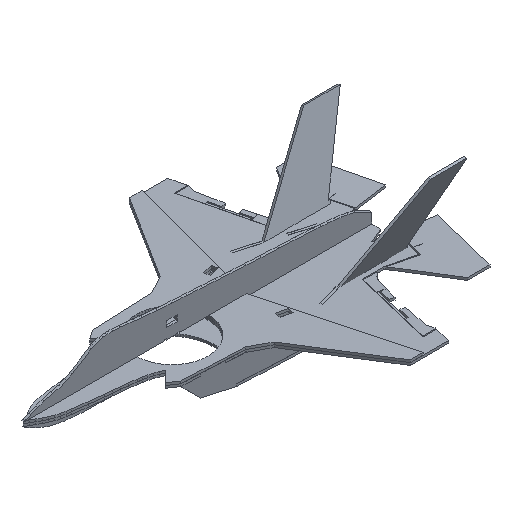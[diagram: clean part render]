
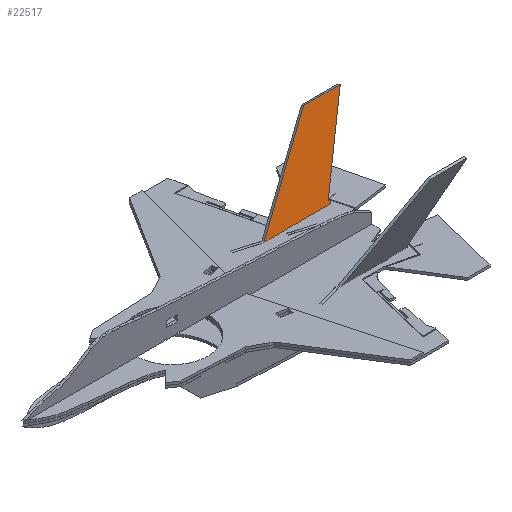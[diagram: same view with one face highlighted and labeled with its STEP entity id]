
A CAD part, isometric view. The second image highlights one B-rep face of the part: STEP entity #22517.
In plain terms, the highlighted face is planar.
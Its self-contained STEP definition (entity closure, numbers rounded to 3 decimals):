
#22206 = VERTEX_POINT('',#22207);
#22207 = CARTESIAN_POINT('',(643.726,-613.568,5.));
#22213 = EDGE_CURVE('',#22206,#22214,#22216,.T.);
#22214 = VERTEX_POINT('',#22215);
#22215 = CARTESIAN_POINT('',(693.715,-613.568,5.));
#22216 = B_SPLINE_CURVE_WITH_KNOTS('',1,(#22217,#22218),.UNSPECIFIED.,
  .F.,.F.,(2,2),(0.,141.7),.PIECEWISE_BEZIER_KNOTS.);
#22217 = CARTESIAN_POINT('',(643.726,-613.568,5.));
#22218 = CARTESIAN_POINT('',(693.715,-613.568,5.));
#22243 = EDGE_CURVE('',#22214,#22244,#22246,.T.);
#22244 = VERTEX_POINT('',#22245);
#22245 = CARTESIAN_POINT('',(693.715,-618.577,5.));
#22246 = B_SPLINE_CURVE_WITH_KNOTS('',1,(#22247,#22248),.UNSPECIFIED.,
  .F.,.F.,(2,2),(0.,14.2),.PIECEWISE_BEZIER_KNOTS.);
#22247 = CARTESIAN_POINT('',(693.715,-613.568,5.));
#22248 = CARTESIAN_POINT('',(693.715,-618.577,5.));
#22273 = EDGE_CURVE('',#22244,#22274,#22276,.T.);
#22274 = VERTEX_POINT('',#22275);
#22275 = CARTESIAN_POINT('',(743.703,-618.577,5.));
#22276 = B_SPLINE_CURVE_WITH_KNOTS('',1,(#22277,#22278),.UNSPECIFIED.,
  .F.,.F.,(2,2),(0.,141.7),.PIECEWISE_BEZIER_KNOTS.);
#22277 = CARTESIAN_POINT('',(693.715,-618.577,5.));
#22278 = CARTESIAN_POINT('',(743.703,-618.577,5.));
#22303 = EDGE_CURVE('',#22274,#22304,#22306,.T.);
#22304 = VERTEX_POINT('',#22305);
#22305 = CARTESIAN_POINT('',(743.703,-613.568,5.));
#22306 = B_SPLINE_CURVE_WITH_KNOTS('',1,(#22307,#22308),.UNSPECIFIED.,
  .F.,.F.,(2,2),(0.,14.2),.PIECEWISE_BEZIER_KNOTS.);
#22307 = CARTESIAN_POINT('',(743.703,-618.577,5.));
#22308 = CARTESIAN_POINT('',(743.703,-613.568,5.));
#22333 = EDGE_CURVE('',#22304,#22334,#22336,.T.);
#22334 = VERTEX_POINT('',#22335);
#22335 = CARTESIAN_POINT('',(783.708,-613.568,5.));
#22336 = B_SPLINE_CURVE_WITH_KNOTS('',1,(#22337,#22338),.UNSPECIFIED.,
  .F.,.F.,(2,2),(0.,113.4),.PIECEWISE_BEZIER_KNOTS.);
#22337 = CARTESIAN_POINT('',(743.703,-613.568,5.));
#22338 = CARTESIAN_POINT('',(783.708,-613.568,5.));
#22363 = EDGE_CURVE('',#22334,#22364,#22366,.T.);
#22364 = VERTEX_POINT('',#22365);
#22365 = CARTESIAN_POINT('',(783.708,-608.558,5.));
#22366 = B_SPLINE_CURVE_WITH_KNOTS('',1,(#22367,#22368),.UNSPECIFIED.,
  .F.,.F.,(2,2),(0.,14.2),.PIECEWISE_BEZIER_KNOTS.);
#22367 = CARTESIAN_POINT('',(783.708,-613.568,5.));
#22368 = CARTESIAN_POINT('',(783.708,-608.558,5.));
#22393 = EDGE_CURVE('',#22364,#22394,#22396,.T.);
#22394 = VERTEX_POINT('',#22395);
#22395 = CARTESIAN_POINT('',(780.357,-606.265,5.));
#22396 = B_SPLINE_CURVE_WITH_KNOTS('',1,(#22397,#22398),.UNSPECIFIED.,
  .F.,.F.,(2,2),(0.,11.511),.PIECEWISE_BEZIER_KNOTS.);
#22397 = CARTESIAN_POINT('',(783.708,-608.558,5.));
#22398 = CARTESIAN_POINT('',(780.357,-606.265,5.));
#22423 = EDGE_CURVE('',#22394,#22424,#22426,.T.);
#22424 = VERTEX_POINT('',#22425);
#22425 = CARTESIAN_POINT('',(855.71,-451.784,5.));
#22426 = B_SPLINE_CURVE_WITH_KNOTS('',1,(#22427,#22428),.UNSPECIFIED.,
  .F.,.F.,(2,2),(0.,487.218),.PIECEWISE_BEZIER_KNOTS.);
#22427 = CARTESIAN_POINT('',(780.357,-606.265,5.));
#22428 = CARTESIAN_POINT('',(855.71,-451.784,5.));
#22453 = EDGE_CURVE('',#22424,#22454,#22456,.T.);
#22454 = VERTEX_POINT('',#22455);
#22455 = CARTESIAN_POINT('',(779.475,-451.784,5.));
#22456 = B_SPLINE_CURVE_WITH_KNOTS('',1,(#22457,#22458),.UNSPECIFIED.,
  .F.,.F.,(2,2),(0.,216.1),.PIECEWISE_BEZIER_KNOTS.);
#22457 = CARTESIAN_POINT('',(855.71,-451.784,5.));
#22458 = CARTESIAN_POINT('',(779.475,-451.784,5.));
#22483 = EDGE_CURVE('',#22206,#22454,#22484,.T.);
#22484 = B_SPLINE_CURVE_WITH_KNOTS('',1,(#22485,#22486),.UNSPECIFIED.,
  .F.,.F.,(2,2),(0.,598.653),.PIECEWISE_BEZIER_KNOTS.);
#22485 = CARTESIAN_POINT('',(643.726,-613.568,5.));
#22486 = CARTESIAN_POINT('',(779.475,-451.784,5.));
#22517 = ADVANCED_FACE('',(#22518),#22530,.T.);
#22518 = FACE_BOUND('',#22519,.T.);
#22519 = EDGE_LOOP('',(#22520,#22521,#22522,#22523,#22524,#22525,#22526,
    #22527,#22528,#22529));
#22520 = ORIENTED_EDGE('',*,*,#22213,.T.);
#22521 = ORIENTED_EDGE('',*,*,#22243,.T.);
#22522 = ORIENTED_EDGE('',*,*,#22273,.T.);
#22523 = ORIENTED_EDGE('',*,*,#22303,.T.);
#22524 = ORIENTED_EDGE('',*,*,#22333,.T.);
#22525 = ORIENTED_EDGE('',*,*,#22363,.T.);
#22526 = ORIENTED_EDGE('',*,*,#22393,.T.);
#22527 = ORIENTED_EDGE('',*,*,#22423,.T.);
#22528 = ORIENTED_EDGE('',*,*,#22453,.T.);
#22529 = ORIENTED_EDGE('',*,*,#22483,.F.);
#22530 = PLANE('',#22531);
#22531 = AXIS2_PLACEMENT_3D('',#22532,#22533,#22534);
#22532 = CARTESIAN_POINT('',(755.892,-542.882,5.));
#22533 = DIRECTION('',(0.,0.,1.));
#22534 = DIRECTION('',(1.,0.,0.));
